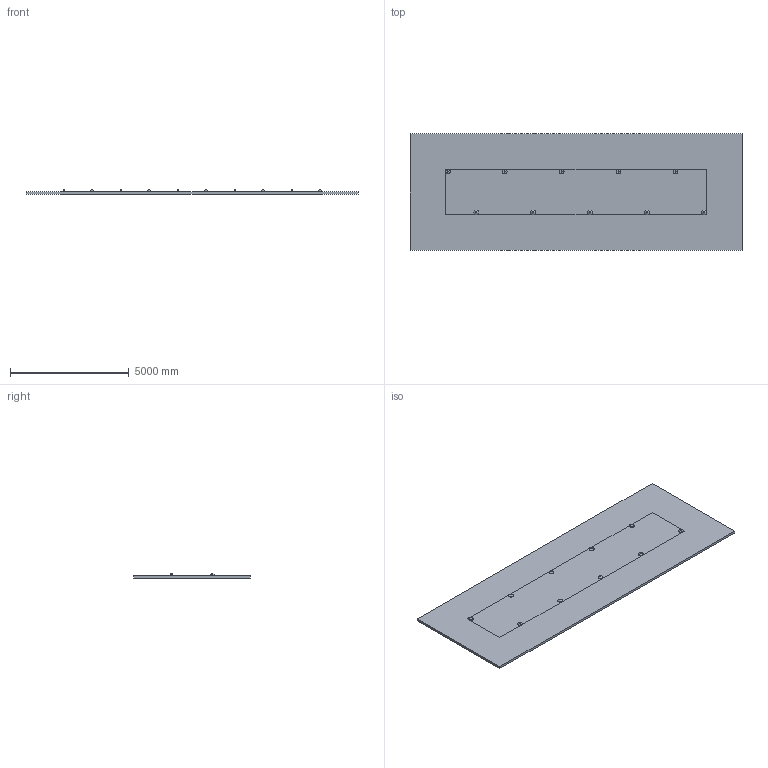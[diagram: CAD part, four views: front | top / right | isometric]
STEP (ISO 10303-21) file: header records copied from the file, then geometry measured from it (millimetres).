
FILE_DESCRIPTION(/* description */ (''),/* implementation_level */ '2;1');
FILE_NAME(/* name */ 'SlalomSimple v7.step',/* time_stamp */ '2021-09-15T14:28:04+02:00',/* author */ (''),/* organization */ (''),/* preprocessor_version */ 'ST-DEVELOPER v18.1',/* originating_system */ 'Autodesk Translation Framework v10.10.0.1391',/* authorisation */ '');
FILE_SCHEMA (('AUTOMOTIVE_DESIGN { 1 0 10303 214 3 1 1 }'));
Length unit declared in the file: millimetre
Products named in the file (4): SlalomSimple; Atelier; AreaIn; AreaOut
Assembly tree (3 placements, depth 2):
  SlalomSimple
    Atelier
    AreaIn
    AreaOut
Bounding box: 13992.12 x 4921.63 x 170 mm (x, y, z)
Volume: 9010802694.7 mm3; surface area: 187128264.4 mm2
Topology: 12 solids, 12 shells, 72 faces, 124 edges, 76 vertices
Faces by surface type: plane 32, torus 20, cone 10, cylinder 10
Full cylindrical faces by diameter (mm): 200 x10
Entity records: 1850 total; most frequent: DIRECTION 362, CARTESIAN_POINT 279, ORIENTED_EDGE 248, AXIS2_PLACEMENT_3D 159, EDGE_CURVE 124, CIRCLE 80, VERTEX_POINT 76, FACE_OUTER_BOUND 72
